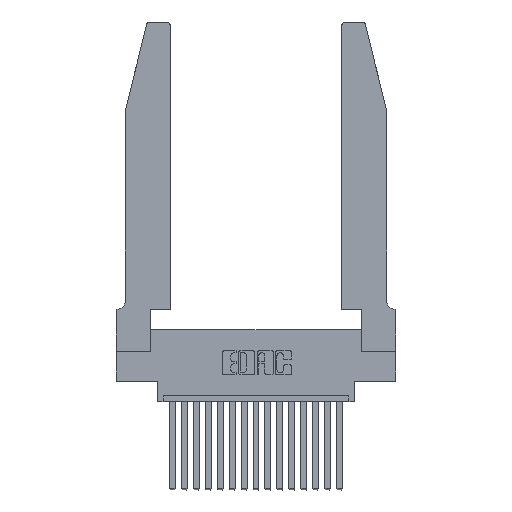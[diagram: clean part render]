
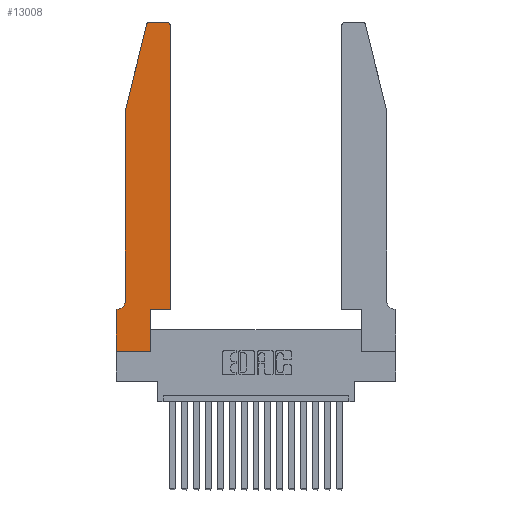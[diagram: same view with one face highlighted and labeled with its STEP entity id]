
A CAD part, top view. The second image highlights one B-rep face of the part: STEP entity #13008.
In plain terms, the highlighted planar face has unit normal (0, 0, 1).
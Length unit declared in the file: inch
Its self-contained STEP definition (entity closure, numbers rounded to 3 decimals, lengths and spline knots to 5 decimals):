
#403 = CARTESIAN_POINT ( 'NONE',  ( 0.4505, 2.72, 0.37 ) ) ;
#569 = FACE_OUTER_BOUND ( 'NONE', #15420, .T. ) ;
#653 = ORIENTED_EDGE ( 'NONE', *, *, #7356, .T. ) ;
#916 = CARTESIAN_POINT ( 'NONE',  ( 0., 0.35, 0.37 ) ) ;
#1100 = CARTESIAN_POINT ( 'NONE',  ( 0.284, 2.75, 0.37 ) ) ;
#1223 = DIRECTION ( 'NONE',  ( 0., 1., 0. ) ) ;
#1356 = ORIENTED_EDGE ( 'NONE', *, *, #2307, .T. ) ;
#1635 = CARTESIAN_POINT ( 'NONE',  ( 0., 0., 0.37 ) ) ;
#1793 = ORIENTED_EDGE ( 'NONE', *, *, #18729, .T. ) ;
#1879 = VERTEX_POINT ( 'NONE', #11485 ) ;
#2048 = VECTOR ( 'NONE', #15339, 39.37008 ) ;
#2307 = EDGE_CURVE ( 'NONE', #6260, #13674, #14170, .T. ) ;
#2417 = CARTESIAN_POINT ( 'NONE',  ( 0.4505, 0.35, 0.37 ) ) ;
#2591 = DIRECTION ( 'NONE',  ( 0., 0., -1. ) ) ;
#2706 = ORIENTED_EDGE ( 'NONE', *, *, #6290, .T. ) ;
#3005 = VECTOR ( 'NONE', #4243, 39.37008 ) ;
#3109 = EDGE_CURVE ( 'NONE', #7888, #8022, #9429, .T. ) ;
#3284 = ORIENTED_EDGE ( 'NONE', *, *, #6446, .T. ) ;
#3291 = VECTOR ( 'NONE', #5649, 39.37008 ) ;
#3441 = ORIENTED_EDGE ( 'NONE', *, *, #6946, .T. ) ;
#3533 = EDGE_CURVE ( 'NONE', #16183, #14029, #17187, .T. ) ;
#3613 = VECTOR ( 'NONE', #10850, 39.37008 ) ;
#3850 = DIRECTION ( 'NONE',  ( 0., 0., 1. ) ) ;
#4018 = CARTESIAN_POINT ( 'NONE',  ( 0.4505, 0.35, 0.37 ) ) ;
#4031 = CARTESIAN_POINT ( 'NONE',  ( 0.4505, 0.35, 0.37 ) ) ;
#4243 = DIRECTION ( 'NONE',  ( -1., 0., 0. ) ) ;
#4663 = CARTESIAN_POINT ( 'NONE',  ( 0., 0., 0.37 ) ) ;
#5110 = CARTESIAN_POINT ( 'NONE',  ( 0.0055, 0.35, 0.37 ) ) ;
#5129 = CARTESIAN_POINT ( 'NONE',  ( 0., 0.35, 0.37 ) ) ;
#5259 = ORIENTED_EDGE ( 'NONE', *, *, #7565, .T. ) ;
#5431 = DIRECTION ( 'NONE',  ( -1., 0., 0. ) ) ;
#5482 = VECTOR ( 'NONE', #1223, 39.37008 ) ;
#5548 = AXIS2_PLACEMENT_3D ( 'NONE', #6274, #9019, #19590 ) ;
#5649 = DIRECTION ( 'NONE',  ( 0., -1., 0. ) ) ;
#6260 = VERTEX_POINT ( 'NONE', #403 ) ;
#6274 = CARTESIAN_POINT ( 'NONE',  ( 0.284, 2.72, 0.37 ) ) ;
#6290 = EDGE_CURVE ( 'NONE', #6606, #7888, #12642, .T. ) ;
#6314 = CARTESIAN_POINT ( 'NONE',  ( 0.2865, 0.35, 0.37 ) ) ;
#6446 = EDGE_CURVE ( 'NONE', #1879, #18634, #14031, .T. ) ;
#6456 = CARTESIAN_POINT ( 'NONE',  ( 0.4205, 2.72, 0.37 ) ) ;
#6587 = VECTOR ( 'NONE', #11640, 39.37008 ) ;
#6606 = VERTEX_POINT ( 'NONE', #18501 ) ;
#6946 = EDGE_CURVE ( 'NONE', #18360, #16183, #14962, .T. ) ;
#7021 = CARTESIAN_POINT ( 'NONE',  ( 0.0055, 0.42, 0.37 ) ) ;
#7356 = EDGE_CURVE ( 'NONE', #19154, #6260, #10712, .T. ) ;
#7565 = EDGE_CURVE ( 'NONE', #8022, #18360, #14703, .T. ) ;
#7888 = VERTEX_POINT ( 'NONE', #5110 ) ;
#7994 = DIRECTION ( 'NONE',  ( 1., 0., 0. ) ) ;
#8022 = VERTEX_POINT ( 'NONE', #5129 ) ;
#8140 = VECTOR ( 'NONE', #10228, 39.37008 ) ;
#8346 = CARTESIAN_POINT ( 'NONE',  ( 0.0755, 2., 0.37 ) ) ;
#8506 = LINE ( 'NONE', #4018, #6587 ) ;
#8508 = EDGE_CURVE ( 'NONE', #18724, #1879, #17245, .T. ) ;
#8860 = AXIS2_PLACEMENT_3D ( 'NONE', #7021, #2591, #5431 ) ;
#9019 = DIRECTION ( 'NONE',  ( 0., 0., 1. ) ) ;
#9245 = EDGE_CURVE ( 'NONE', #14029, #19154, #8506, .T. ) ;
#9429 = LINE ( 'NONE', #12516, #17933 ) ;
#10065 = ORIENTED_EDGE ( 'NONE', *, *, #17465, .T. ) ;
#10228 = DIRECTION ( 'NONE',  ( -0.239, -0.971, 0. ) ) ;
#10409 = AXIS2_PLACEMENT_3D ( 'NONE', #916, #3850, #14480 ) ;
#10712 = LINE ( 'NONE', #4031, #5482 ) ;
#10850 = DIRECTION ( 'NONE',  ( 1., 0., 0. ) ) ;
#11348 = LINE ( 'NONE', #14899, #3291 ) ;
#11485 = CARTESIAN_POINT ( 'NONE',  ( 0.25487, 2.72718, 0.37 ) ) ;
#11640 = DIRECTION ( 'NONE',  ( 1., 0., 0. ) ) ;
#11728 = CARTESIAN_POINT ( 'NONE',  ( 0., 0., 0.37 ) ) ;
#12069 = ORIENTED_EDGE ( 'NONE', *, *, #3533, .T. ) ;
#12228 = AXIS2_PLACEMENT_3D ( 'NONE', #6456, #17012, #7994 ) ;
#12516 = CARTESIAN_POINT ( 'NONE',  ( 0.0755, 0.35, 0.37 ) ) ;
#12642 = CIRCLE ( 'NONE', #8860, 0.07 ) ;
#12687 = ORIENTED_EDGE ( 'NONE', *, *, #9245, .T. ) ;
#13008 = ADVANCED_FACE ( 'NONE', ( #569 ), #18921, .T. ) ;
#13252 = CARTESIAN_POINT ( 'NONE',  ( 0.0755, 2., 0.37 ) ) ;
#13674 = VERTEX_POINT ( 'NONE', #18282 ) ;
#13766 = CARTESIAN_POINT ( 'NONE',  ( 0.2865, 0., 0.37 ) ) ;
#13798 = DIRECTION ( 'NONE',  ( 0., -1., 0. ) ) ;
#14029 = VERTEX_POINT ( 'NONE', #6314 ) ;
#14031 = LINE ( 'NONE', #13252, #8140 ) ;
#14170 = CIRCLE ( 'NONE', #12228, 0.03 ) ;
#14480 = DIRECTION ( 'NONE',  ( 1., 0., 0. ) ) ;
#14516 = ORIENTED_EDGE ( 'NONE', *, *, #3109, .T. ) ;
#14665 = CARTESIAN_POINT ( 'NONE',  ( 0.2605, 2.75, 0.37 ) ) ;
#14703 = LINE ( 'NONE', #4663, #18247 ) ;
#14770 = ORIENTED_EDGE ( 'NONE', *, *, #8508, .T. ) ;
#14899 = CARTESIAN_POINT ( 'NONE',  ( 0.0755, 2., 0.37 ) ) ;
#14962 = LINE ( 'NONE', #11728, #3613 ) ;
#15339 = DIRECTION ( 'NONE',  ( 0., 1., 0. ) ) ;
#15420 = EDGE_LOOP ( 'NONE', ( #1793, #14770, #3284, #10065, #2706, #14516, #5259, #3441, #12069, #12687, #653, #1356 ) ) ;
#16183 = VERTEX_POINT ( 'NONE', #13766 ) ;
#16905 = DIRECTION ( 'NONE',  ( -1., 0., 0. ) ) ;
#16931 = CARTESIAN_POINT ( 'NONE',  ( 0.2865, 0.35, 0.37 ) ) ;
#17012 = DIRECTION ( 'NONE',  ( 0., 0., 1. ) ) ;
#17187 = LINE ( 'NONE', #16931, #2048 ) ;
#17245 = CIRCLE ( 'NONE', #5548, 0.03 ) ;
#17465 = EDGE_CURVE ( 'NONE', #18634, #6606, #11348, .T. ) ;
#17879 = LINE ( 'NONE', #14665, #3005 ) ;
#17933 = VECTOR ( 'NONE', #16905, 39.37008 ) ;
#18247 = VECTOR ( 'NONE', #13798, 39.37008 ) ;
#18282 = CARTESIAN_POINT ( 'NONE',  ( 0.4205, 2.75, 0.37 ) ) ;
#18360 = VERTEX_POINT ( 'NONE', #1635 ) ;
#18501 = CARTESIAN_POINT ( 'NONE',  ( 0.0755, 0.42, 0.37 ) ) ;
#18634 = VERTEX_POINT ( 'NONE', #8346 ) ;
#18724 = VERTEX_POINT ( 'NONE', #1100 ) ;
#18729 = EDGE_CURVE ( 'NONE', #13674, #18724, #17879, .T. ) ;
#18921 = PLANE ( 'NONE',  #10409 ) ;
#19154 = VERTEX_POINT ( 'NONE', #2417 ) ;
#19590 = DIRECTION ( 'NONE',  ( 1., 0., 0. ) ) ;
